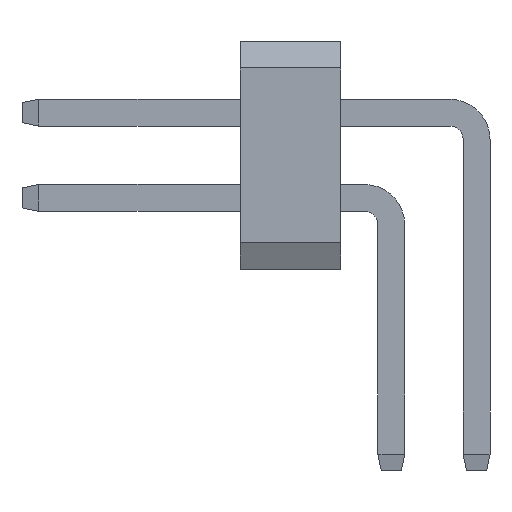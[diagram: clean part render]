
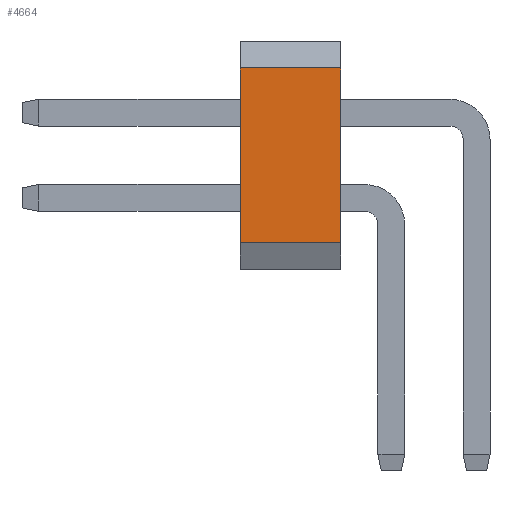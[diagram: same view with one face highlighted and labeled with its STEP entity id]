
A CAD part, left-side view. The second image highlights one B-rep face of the part: STEP entity #4664.
In plain terms, the highlighted planar face has unit normal (-1, 0, 0).
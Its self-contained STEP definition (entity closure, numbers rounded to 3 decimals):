
#273=DIRECTION('',(0.,0.,1.));
#274=VECTOR('',#273,2.6);
#275=CARTESIAN_POINT('',(-3.175,0.,-1.3));
#276=LINE('',#275,#274);
#697=DIRECTION('',(0.,0.,1.));
#698=VECTOR('',#697,2.6);
#699=CARTESIAN_POINT('',(-3.175,1.5,-1.3));
#700=LINE('',#699,#698);
#861=DIRECTION('',(0.,1.,0.));
#862=VECTOR('',#861,1.5);
#863=CARTESIAN_POINT('',(-3.175,0.,-1.3));
#864=LINE('',#863,#862);
#865=DIRECTION('',(0.,1.,0.));
#866=VECTOR('',#865,1.5);
#867=CARTESIAN_POINT('',(-3.175,0.,1.3));
#868=LINE('',#867,#866);
#3129=CARTESIAN_POINT('',(-3.175,0.,-1.3));
#3131=VERTEX_POINT('',#3129);
#3134=CARTESIAN_POINT('',(-3.175,0.,1.3));
#3136=VERTEX_POINT('',#3134);
#3137=CARTESIAN_POINT('',(-3.175,1.5,-1.3));
#3139=VERTEX_POINT('',#3137);
#3142=CARTESIAN_POINT('',(-3.175,1.5,1.3));
#3144=VERTEX_POINT('',#3142);
#4652=CARTESIAN_POINT('',(-3.175,0.,-1.7));
#4653=DIRECTION('',(-1.,0.,0.));
#4654=DIRECTION('',(0.,0.,1.));
#4655=AXIS2_PLACEMENT_3D('',#4652,#4653,#4654);
#4656=PLANE('',#4655);
#4657=ORIENTED_EDGE('',*,*,#4647,.T.);
#4658=ORIENTED_EDGE('',*,*,#4534,.T.);
#4660=ORIENTED_EDGE('',*,*,#4659,.F.);
#4661=ORIENTED_EDGE('',*,*,#4054,.F.);
#4662=EDGE_LOOP('',(#4657,#4658,#4660,#4661));
#4663=FACE_OUTER_BOUND('',#4662,.F.);
#4054=EDGE_CURVE('',#3131,#3136,#276,.T.);
#4534=EDGE_CURVE('',#3139,#3144,#700,.T.);
#4647=EDGE_CURVE('',#3131,#3139,#864,.T.);
#4659=EDGE_CURVE('',#3136,#3144,#868,.T.);
#4664=ADVANCED_FACE('',(#4663),#4656,.T.);
